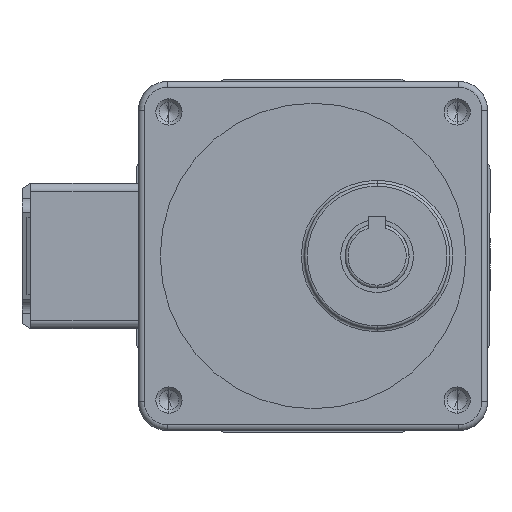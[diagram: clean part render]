
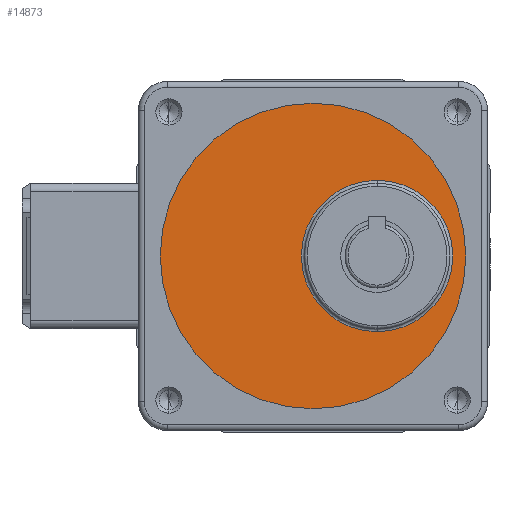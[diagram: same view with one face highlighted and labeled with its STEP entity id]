
A CAD part, front view. The second image highlights one B-rep face of the part: STEP entity #14873.
In plain terms, the highlighted face is planar.
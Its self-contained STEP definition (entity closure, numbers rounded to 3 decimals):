
#11 = DIRECTION ( 'NONE',  ( 1., 0., 0. ) ) ;
#313 = FACE_OUTER_BOUND ( 'NONE', #24305, .T. ) ;
#596 = PLANE ( 'NONE',  #14098 ) ;
#1387 = DIRECTION ( 'NONE',  ( 0., 0., -1. ) ) ;
#3226 = AXIS2_PLACEMENT_3D ( 'NONE', #15746, #1387, #18151 ) ;
#4253 = ORIENTED_EDGE ( 'NONE', *, *, #18202, .T. ) ;
#5325 = CARTESIAN_POINT ( 'NONE',  ( -26., 22., 95.5 ) ) ;
#5405 = CARTESIAN_POINT ( 'NONE',  ( 0., 0., 95.5 ) ) ;
#5444 = DIRECTION ( 'NONE',  ( 0., 0., 1. ) ) ;
#6123 = VERTEX_POINT ( 'NONE', #5325 ) ;
#7568 = VERTEX_POINT ( 'NONE', #8704 ) ;
#7879 = CARTESIAN_POINT ( 'NONE',  ( -52.5, 0., 95.5 ) ) ;
#8704 = CARTESIAN_POINT ( 'NONE',  ( 52.5, 0., 95.5 ) ) ;
#10216 = DIRECTION ( 'NONE',  ( 0., 0., 1. ) ) ;
#10316 = CARTESIAN_POINT ( 'NONE',  ( 0., 0., 95.5 ) ) ;
#11869 = CIRCLE ( 'NONE', #22957, 52.5 ) ;
#12478 = AXIS2_PLACEMENT_3D ( 'NONE', #10316, #26941, #12761 ) ;
#12761 = DIRECTION ( 'NONE',  ( 1., 0., 0. ) ) ;
#13173 = EDGE_CURVE ( 'NONE', #6123, #23859, #13492, .T. ) ;
#13492 = CIRCLE ( 'NONE', #3226, 26. ) ;
#14098 = AXIS2_PLACEMENT_3D ( 'NONE', #5405, #10216, #26834 ) ;
#14388 = DIRECTION ( 'NONE',  ( 0., 0., -1. ) ) ;
#14691 = EDGE_LOOP ( 'NONE', ( #23404, #18934 ) ) ;
#14873 = ADVANCED_FACE ( 'NONE', ( #24958, #313 ), #596, .T. ) ;
#14896 = EDGE_CURVE ( 'NONE', #15468, #7568, #24243, .T. ) ;
#15468 = VERTEX_POINT ( 'NONE', #7879 ) ;
#15746 = CARTESIAN_POINT ( 'NONE',  ( 0., 22., 95.5 ) ) ;
#16423 = AXIS2_PLACEMENT_3D ( 'NONE', #28530, #14388, #11 ) ;
#18151 = DIRECTION ( 'NONE',  ( 1., 0., 0. ) ) ;
#18202 = EDGE_CURVE ( 'NONE', #7568, #15468, #11869, .T. ) ;
#18934 = ORIENTED_EDGE ( 'NONE', *, *, #13173, .T. ) ;
#19806 = CARTESIAN_POINT ( 'NONE',  ( 0., 0., 95.5 ) ) ;
#19888 = ORIENTED_EDGE ( 'NONE', *, *, #14896, .T. ) ;
#21569 = CIRCLE ( 'NONE', #16423, 26. ) ;
#22227 = DIRECTION ( 'NONE',  ( 1., 0., 0. ) ) ;
#22957 = AXIS2_PLACEMENT_3D ( 'NONE', #19806, #5444, #22227 ) ;
#23404 = ORIENTED_EDGE ( 'NONE', *, *, #25302, .T. ) ;
#23859 = VERTEX_POINT ( 'NONE', #28827 ) ;
#24243 = CIRCLE ( 'NONE', #12478, 52.5 ) ;
#24305 = EDGE_LOOP ( 'NONE', ( #4253, #19888 ) ) ;
#24958 = FACE_BOUND ( 'NONE', #14691, .T. ) ;
#25302 = EDGE_CURVE ( 'NONE', #23859, #6123, #21569, .T. ) ;
#26834 = DIRECTION ( 'NONE',  ( 1., 0., 0. ) ) ;
#26941 = DIRECTION ( 'NONE',  ( 0., 0., 1. ) ) ;
#28530 = CARTESIAN_POINT ( 'NONE',  ( 0., 22., 95.5 ) ) ;
#28827 = CARTESIAN_POINT ( 'NONE',  ( 26., 22., 95.5 ) ) ;
